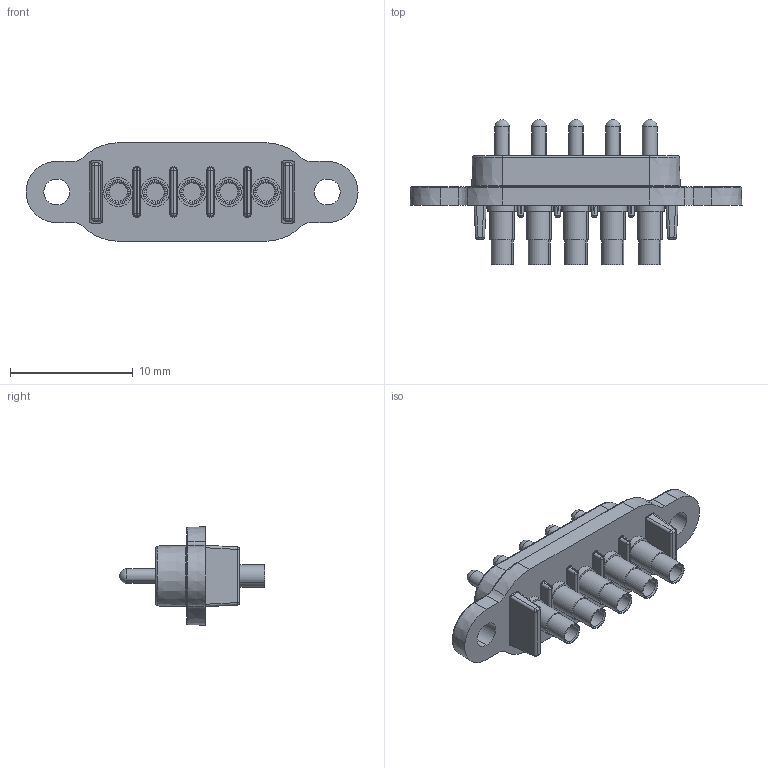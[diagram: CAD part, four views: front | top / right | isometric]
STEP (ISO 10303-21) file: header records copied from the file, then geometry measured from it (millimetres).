
FILE_DESCRIPTION (( 'STEP AP214' ), '1' );
FILE_NAME ('UEBK-30267.STEP', '2020-08-12T08:25:09', ( '' ), ( '' ), 'SwSTEP 2.0', 'SolidWorks 2020', '' );
FILE_SCHEMA (( 'AUTOMOTIVE_DESIGN' ));
Length unit declared in the file: millimetre
Products named in the file (3): UEBK-30267_Pin; UEBK-30267; Gehäuse-30267
Assembly tree (6 placements, depth 2):
  UEBK-30267
    Gehäuse-30267
    UEBK-30267_Pin  x5
Bounding box: 27 x 11.8 x 8 mm (x, y, z)
Volume: 417.4 mm3; surface area: 1212.4 mm2
Topology: 1 solids, 16 shells, 416 faces, 877 edges, 515 vertices
Faces by surface type: cylinder 186, plane 86, bspline 72, cone 62, sphere 10
Entity records: 8642 total; most frequent: CARTESIAN_POINT 2538, DIRECTION 1196, ORIENTED_EDGE 1142, EDGE_CURVE 572, AXIS2_PLACEMENT_3D 474, VERTEX_POINT 324, EDGE_LOOP 295, FACE_OUTER_BOUND 268
